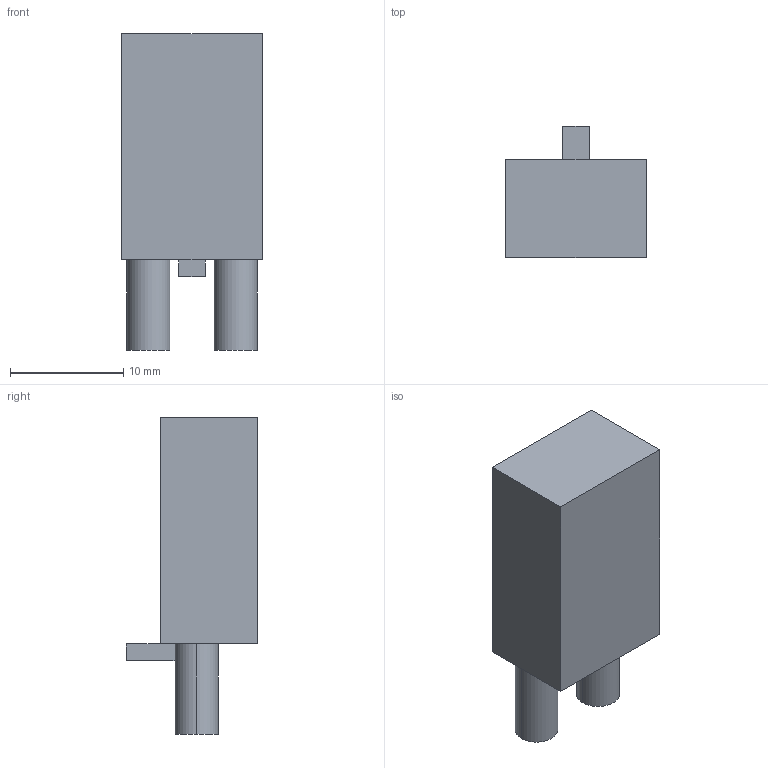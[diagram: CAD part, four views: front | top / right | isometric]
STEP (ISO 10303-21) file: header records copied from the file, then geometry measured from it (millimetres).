
FILE_DESCRIPTION(('CATIA V5R19 STEP'),'2;1');
FILE_NAME ('6746158_4', '2015-01-15T11:25:31+00:00', ('Weidmueller Interface'), ('Weidmueller'), 'CATIA Version 5 Release 20 SP 5 (IN-10)', 'CATIA V5 STEP AP214', 'none');
FILE_SCHEMA(('AUTOMOTIVE_DESIGN { 1 0 10303 214 1 1 1 1 }'));
Length unit declared in the file: millimetre
Products named in the file (1): 7760056014
Bounding box: 12.4 x 11.6 x 28 mm (x, y, z)
Volume: 2335 mm3; surface area: 1283 mm2
Topology: 1 solids, 1 shells, 18 faces, 40 edges, 26 vertices
Faces by surface type: plane 14, cylinder 4
Entity records: 618 total; most frequent: CARTESIAN_POINT 81, ORIENTED_EDGE 80, DIRECTION 68, EDGE_CURVE 40, VECTOR 32, LINE 32, VERTEX_POINT 26, AXIS2_PLACEMENT_3D 23
